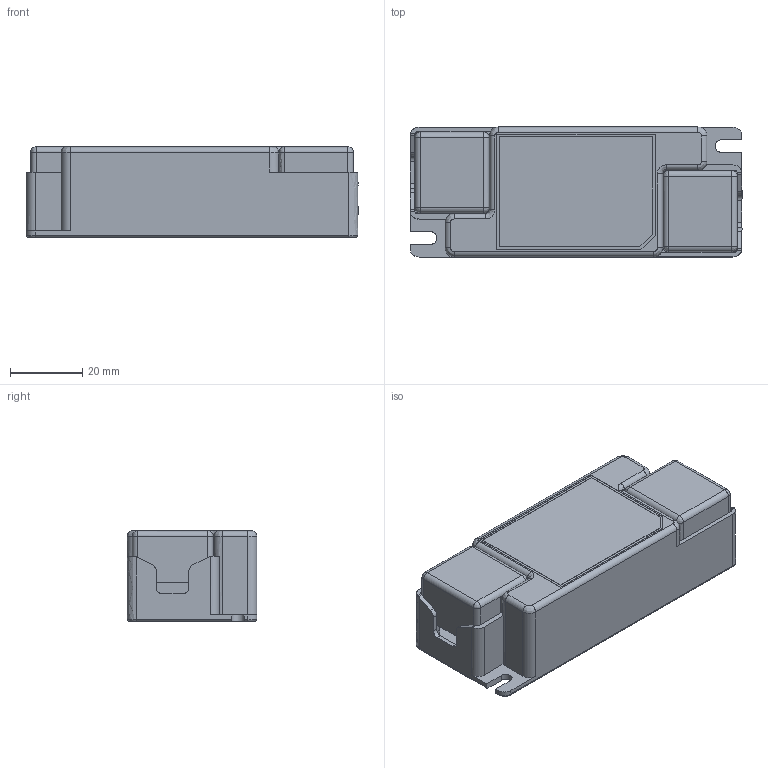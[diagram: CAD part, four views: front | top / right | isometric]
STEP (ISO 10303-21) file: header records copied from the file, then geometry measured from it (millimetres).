
FILE_DESCRIPTION(/* description */ (''),/* implementation_level */ '2;1');
FILE_NAME(/* name */ 'LSD7B6~1',/* time_stamp */ '2023-06-27T11:11:04+08:00',/* author */ (''),/* organization */ (''),/* preprocessor_version */ 'ST-DEVELOPER v16.5',/* originating_system */ '',/* authorisation */ '');
FILE_SCHEMA (('AUTOMOTIVE_DESIGN'));
Length unit declared in the file: millimetre
Products named in the file (1): Document
Bounding box: 92 x 36 x 25 mm (x, y, z)
Volume: 61194.2 mm3; surface area: 19407.3 mm2
Topology: 3 solids, 3 shells, 186 faces, 490 edges, 312 vertices
Faces by surface type: plane 98, bspline 88
Entity records: 6636 total; most frequent: CARTESIAN_POINT 3618, ORIENTED_EDGE 980, EDGE_CURVE 490, B_SPLINE_CURVE_WITH_KNOTS 345, VERTEX_POINT 312, EDGE_LOOP 188, ADVANCED_FACE 186, FACE_OUTER_BOUND 186
